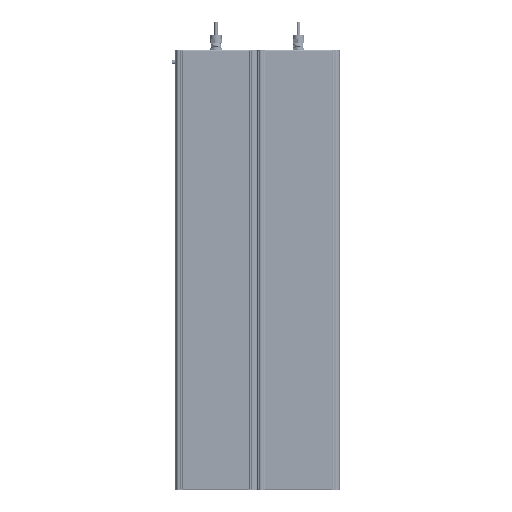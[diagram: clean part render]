
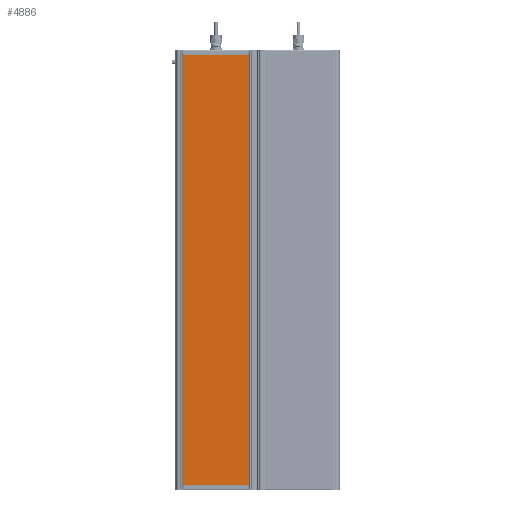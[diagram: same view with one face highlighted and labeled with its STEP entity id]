
A CAD part, front view. The second image highlights one B-rep face of the part: STEP entity #4886.
In plain terms, the highlighted face is planar.
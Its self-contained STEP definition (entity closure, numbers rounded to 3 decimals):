
#4886=ADVANCED_FACE('',(#9392),#9394,.T.);
#9392=FACE_BOUND('',#9393,.T.);
#9393=EDGE_LOOP('',(#42598,#42599,#42600,#42601));
#9394=PLANE('',#9395);
#9395=AXIS2_PLACEMENT_3D('',#9396,#9397,#9398);
#9396=CARTESIAN_POINT('',(2111.497,401.002,-34.582));
#9397=DIRECTION('',(0.,0.,-1.));
#9398=DIRECTION('',(0.,1.,0.));
#42598=ORIENTED_EDGE('',*,*,#50140,.F.);
#42599=ORIENTED_EDGE('',*,*,#50139,.T.);
#42600=ORIENTED_EDGE('',*,*,#50141,.F.);
#42601=ORIENTED_EDGE('',*,*,#50131,.F.);
#50131=EDGE_CURVE('',#55339,#55342,#55343,.T.);
#50139=EDGE_CURVE('',#55352,#55354,#55356,.T.);
#50140=EDGE_CURVE('',#55352,#55339,#55357,.T.);
#50141=EDGE_CURVE('',#55342,#55354,#55358,.T.);
#55339=VERTEX_POINT('',#65933);
#55342=VERTEX_POINT('',#65938);
#55343=LINE('',#65939,#65940);
#55352=VERTEX_POINT('',#65960);
#55354=VERTEX_POINT('',#65964);
#55356=LINE('',#65968,#65969);
#55357=LINE('',#65971,#65972);
#55358=LINE('',#65974,#65975);
#65933=CARTESIAN_POINT('',(2111.497,401.002,-34.582));
#65938=CARTESIAN_POINT('',(3107.497,401.002,-34.582));
#65939=CARTESIAN_POINT('',(2111.497,401.002,-34.582));
#65940=VECTOR('',#65941,1.);
#65941=DIRECTION('',(1.,0.,0.));
#65960=CARTESIAN_POINT('',(2111.497,565.13,-34.582));
#65964=CARTESIAN_POINT('',(3107.497,565.13,-34.582));
#65968=CARTESIAN_POINT('',(2111.497,565.13,-34.582));
#65969=VECTOR('',#65970,1.);
#65970=DIRECTION('',(1.,0.,0.));
#65971=CARTESIAN_POINT('',(2111.497,565.13,-34.582));
#65972=VECTOR('',#65973,1.);
#65973=DIRECTION('',(0.,-1.,0.));
#65974=CARTESIAN_POINT('',(3107.497,401.002,-34.582));
#65975=VECTOR('',#65976,1.);
#65976=DIRECTION('',(0.,1.,0.));
